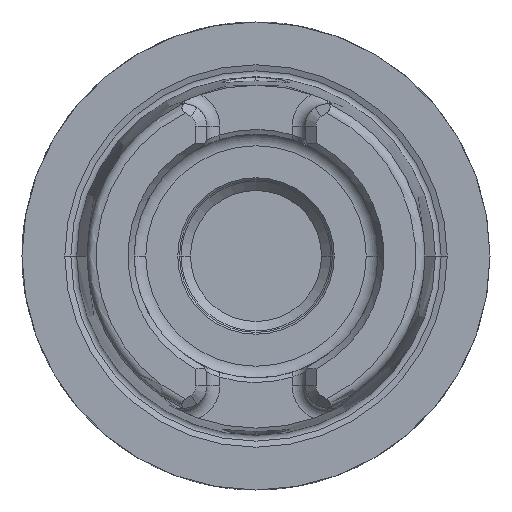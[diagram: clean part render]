
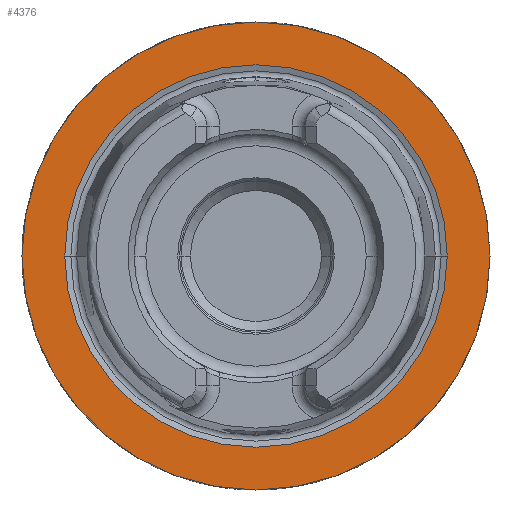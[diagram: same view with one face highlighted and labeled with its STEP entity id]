
A CAD part, left-side view. The second image highlights one B-rep face of the part: STEP entity #4376.
In plain terms, the highlighted planar face has unit normal (-1, 0, 0).
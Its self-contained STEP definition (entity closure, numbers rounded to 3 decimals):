
#867=CARTESIAN_POINT('',(0.,0.,0.));
#868=DIRECTION('',(1.,0.,0.));
#869=DIRECTION('',(0.,1.,0.));
#870=AXIS2_PLACEMENT_3D('',#867,#868,#869);
#872=CARTESIAN_POINT('',(0.,0.,0.));
#873=DIRECTION('',(-1.,0.,0.));
#874=DIRECTION('',(0.,1.,0.));
#875=AXIS2_PLACEMENT_3D('',#872,#873,#874);
#877=CARTESIAN_POINT('',(0.,0.,0.));
#878=DIRECTION('',(-1.,0.,0.));
#879=DIRECTION('',(0.,-1.,0.));
#880=AXIS2_PLACEMENT_3D('',#877,#878,#879);
#882=CARTESIAN_POINT('',(0.,0.,0.));
#883=DIRECTION('',(-1.,0.,0.));
#884=DIRECTION('',(0.,1.,0.));
#885=AXIS2_PLACEMENT_3D('',#882,#883,#884);
#2896=CARTESIAN_POINT('',(0.,-20.425,0.));
#2897=VERTEX_POINT('',#2896);
#2898=CARTESIAN_POINT('',(0.,20.425,0.));
#2899=VERTEX_POINT('',#2898);
#3238=CARTESIAN_POINT('',(0.,25.,0.));
#3239=CARTESIAN_POINT('',(0.,-25.,0.));
#3240=VERTEX_POINT('',#3238);
#3241=VERTEX_POINT('',#3239);
#4361=CARTESIAN_POINT('',(0.,0.,0.));
#4362=DIRECTION('',(1.,0.,0.));
#4363=DIRECTION('',(0.,-1.,0.));
#4364=AXIS2_PLACEMENT_3D('',#4361,#4362,#4363);
#4365=PLANE('',#4364);
#4367=ORIENTED_EDGE('',*,*,#4366,.T.);
#4369=ORIENTED_EDGE('',*,*,#4368,.F.);
#4370=EDGE_LOOP('',(#4367,#4369));
#4371=FACE_OUTER_BOUND('',#4370,.F.);
#4372=ORIENTED_EDGE('',*,*,#4356,.T.);
#4373=ORIENTED_EDGE('',*,*,#4340,.T.);
#4374=EDGE_LOOP('',(#4372,#4373));
#4375=FACE_BOUND('',#4374,.F.);
#4376=ADVANCED_FACE('',(#4371,#4375),#4365,.F.);
#871=CIRCLE('',#870,25.);
#876=CIRCLE('',#875,25.);
#881=CIRCLE('',#880,20.425);
#886=CIRCLE('',#885,20.425);
#4340=EDGE_CURVE('',#2899,#2897,#886,.T.);
#4356=EDGE_CURVE('',#2897,#2899,#881,.T.);
#4366=EDGE_CURVE('',#3240,#3241,#871,.T.);
#4368=EDGE_CURVE('',#3240,#3241,#876,.T.);
